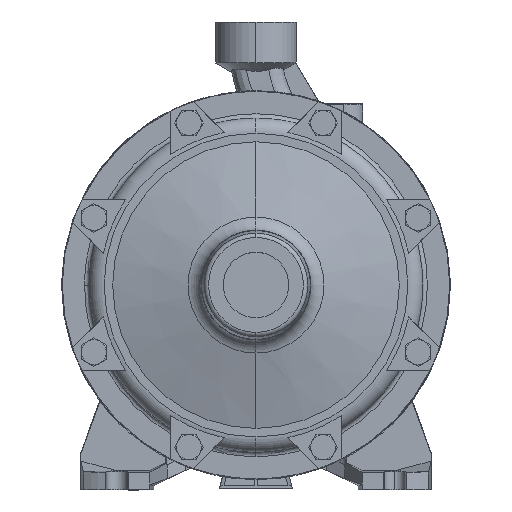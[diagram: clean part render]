
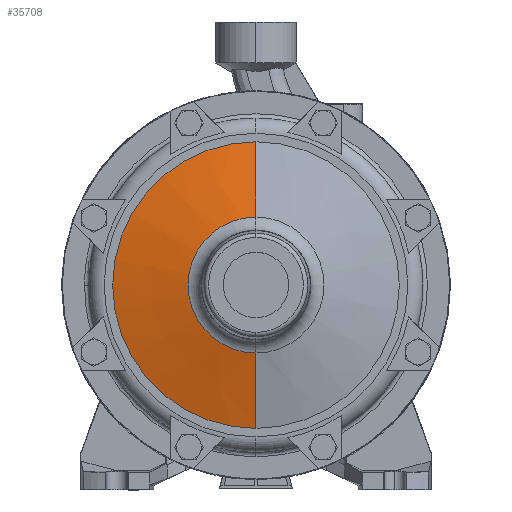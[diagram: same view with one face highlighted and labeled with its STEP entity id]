
A CAD part, top view. The second image highlights one B-rep face of the part: STEP entity #35708.
In plain terms, the highlighted conical face has half-angle 75.545 degrees and reference radius 98.015 mm.
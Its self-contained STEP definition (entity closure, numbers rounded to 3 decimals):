
#1973 = ORIENTED_EDGE ( 'NONE', *, *, #17464, .T. ) ;
#7504 = CARTESIAN_POINT ( 'NONE',  ( 0., -98.015, 28.4 ) ) ;
#7813 = DIRECTION ( 'NONE',  ( 0., 0.968, -0.25 ) ) ;
#10065 = DIRECTION ( 'NONE',  ( 0., -1., 0. ) ) ;
#10713 = CARTESIAN_POINT ( 'NONE',  ( 0., 0., 28.4 ) ) ;
#12071 = CARTESIAN_POINT ( 'NONE',  ( 0., -46.505, 41.679 ) ) ;
#13237 = FACE_OUTER_BOUND ( 'NONE', #21686, .T. ) ;
#13752 = VECTOR ( 'NONE', #45669, 1000. ) ;
#14911 = ORIENTED_EDGE ( 'NONE', *, *, #23998, .F. ) ;
#15723 = DIRECTION ( 'NONE',  ( 0., 0., 1. ) ) ;
#17464 = EDGE_CURVE ( 'NONE', #37715, #31765, #48990, .T. ) ;
#18595 = DIRECTION ( 'NONE',  ( 0., 0., -1. ) ) ;
#21686 = EDGE_LOOP ( 'NONE', ( #36235, #1973, #58641, #14911 ) ) ;
#22676 = CIRCLE ( 'NONE', #50468, 98.015 ) ;
#22876 = CARTESIAN_POINT ( 'NONE',  ( 0., 98.015, 28.4 ) ) ;
#23288 = CARTESIAN_POINT ( 'NONE',  ( 0., 0., 28.4 ) ) ;
#23998 = EDGE_CURVE ( 'NONE', #59976, #33006, #65447, .T. ) ;
#29806 = CARTESIAN_POINT ( 'NONE',  ( 0., 0., 41.679 ) ) ;
#31765 = VERTEX_POINT ( 'NONE', #57936 ) ;
#33006 = VERTEX_POINT ( 'NONE', #7504 ) ;
#34500 = DIRECTION ( 'NONE',  ( -1., 0., 0. ) ) ;
#35708 = ADVANCED_FACE ( 'NONE', ( #13237 ), #62388, .T. ) ;
#36235 = ORIENTED_EDGE ( 'NONE', *, *, #46463, .F. ) ;
#37715 = VERTEX_POINT ( 'NONE', #64902 ) ;
#44065 = DIRECTION ( 'NONE',  ( 0., -1., 0. ) ) ;
#45669 = DIRECTION ( 'NONE',  ( 0., -0.968, -0.25 ) ) ;
#46463 = EDGE_CURVE ( 'NONE', #37715, #59976, #47953, .T. ) ;
#47953 = CIRCLE ( 'NONE', #59736, 46.504 ) ;
#48784 = VECTOR ( 'NONE', #7813, 1000. ) ;
#48990 = LINE ( 'NONE', #22876, #48784 ) ;
#50468 = AXIS2_PLACEMENT_3D ( 'NONE', #10713, #15723, #10065 ) ;
#51025 = CARTESIAN_POINT ( 'NONE',  ( 0., -98.015, 28.4 ) ) ;
#53834 = AXIS2_PLACEMENT_3D ( 'NONE', #23288, #18595, #44065 ) ;
#53974 = DIRECTION ( 'NONE',  ( 0., 0., 1. ) ) ;
#57936 = CARTESIAN_POINT ( 'NONE',  ( 0., 98.015, 28.4 ) ) ;
#58277 = EDGE_CURVE ( 'NONE', #31765, #33006, #22676, .T. ) ;
#58641 = ORIENTED_EDGE ( 'NONE', *, *, #58277, .T. ) ;
#59736 = AXIS2_PLACEMENT_3D ( 'NONE', #29806, #53974, #34500 ) ;
#59976 = VERTEX_POINT ( 'NONE', #12071 ) ;
#62388 = CONICAL_SURFACE ( 'NONE', #53834, 98.015, 1.319 ) ;
#64902 = CARTESIAN_POINT ( 'NONE',  ( 0., 46.504, 41.679 ) ) ;
#65447 = LINE ( 'NONE', #51025, #13752 ) ;
